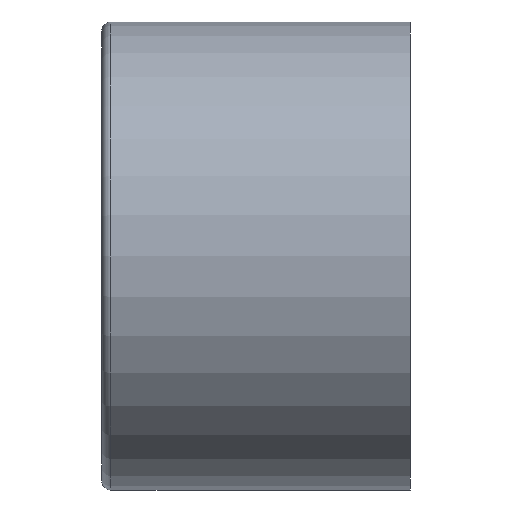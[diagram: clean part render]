
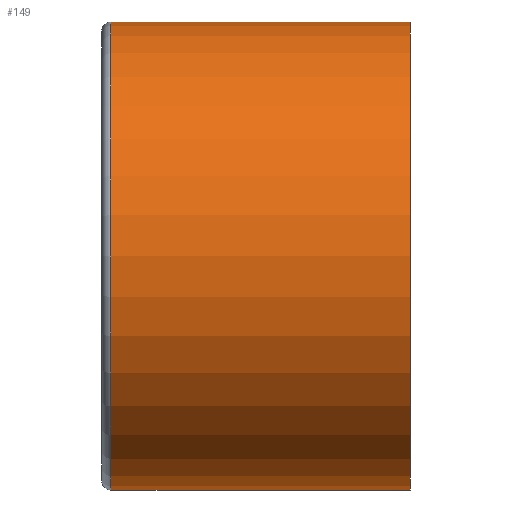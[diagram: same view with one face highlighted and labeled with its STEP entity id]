
A CAD part, front view. The second image highlights one B-rep face of the part: STEP entity #149.
In plain terms, the highlighted cylindrical face has radius 25 mm (diameter 50 mm), a full revolution.
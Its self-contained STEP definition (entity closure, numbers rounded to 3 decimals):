
#15=CYLINDRICAL_SURFACE('',#169,25.);
#30=FACE_BOUND('',#61,.T.);
#43=FACE_OUTER_BOUND('',#60,.T.);
#60=EDGE_LOOP('',(#125));
#61=EDGE_LOOP('',(#126));
#82=CIRCLE('',#168,25.);
#83=CIRCLE('',#170,25.);
#95=VERTEX_POINT('',#253);
#96=VERTEX_POINT('',#256);
#108=EDGE_CURVE('',#95,#95,#82,.T.);
#109=EDGE_CURVE('',#96,#96,#83,.T.);
#125=ORIENTED_EDGE('',*,*,#109,.T.);
#126=ORIENTED_EDGE('',*,*,#108,.F.);
#149=ADVANCED_FACE('',(#43,#30),#15,.T.);
#168=AXIS2_PLACEMENT_3D('',#254,#204,#205);
#169=AXIS2_PLACEMENT_3D('',#255,#206,#207);
#170=AXIS2_PLACEMENT_3D('',#257,#208,#209);
#204=DIRECTION('center_axis',(-1.,0.,0.));
#205=DIRECTION('ref_axis',(0.,1.,0.));
#206=DIRECTION('center_axis',(-1.,0.,0.));
#207=DIRECTION('ref_axis',(0.,-1.,0.));
#208=DIRECTION('center_axis',(-1.,0.,0.));
#209=DIRECTION('ref_axis',(0.,0.,1.));
#253=CARTESIAN_POINT('',(1.,-25.,0.));
#254=CARTESIAN_POINT('Origin',(1.,0.,0.));
#255=CARTESIAN_POINT('Origin',(16.5,0.,0.));
#256=CARTESIAN_POINT('',(33.,-25.,0.));
#257=CARTESIAN_POINT('Origin',(33.,0.,0.));
